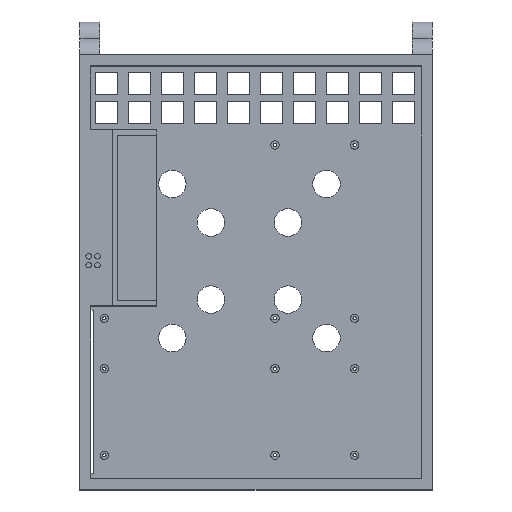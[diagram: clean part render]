
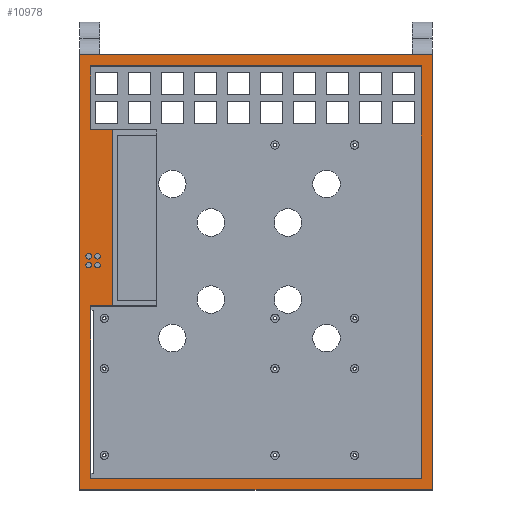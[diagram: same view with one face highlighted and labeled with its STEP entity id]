
A CAD part, top view. The second image highlights one B-rep face of the part: STEP entity #10978.
In plain terms, the highlighted planar face has unit normal (0, 0, 1).
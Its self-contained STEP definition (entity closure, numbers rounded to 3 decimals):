
#101=FACE_BOUND('',#1643,.T.);
#102=FACE_BOUND('',#1644,.T.);
#103=FACE_BOUND('',#1645,.T.);
#104=FACE_BOUND('',#1646,.T.);
#105=FACE_BOUND('',#1647,.T.);
#585=PLANE('',#11682);
#1044=FACE_OUTER_BOUND('',#1642,.T.);
#1642=EDGE_LOOP('',(#8960,#8961,#8962,#8963));
#1643=EDGE_LOOP('',(#8964));
#1644=EDGE_LOOP('',(#8965));
#1645=EDGE_LOOP('',(#8966));
#1646=EDGE_LOOP('',(#8967));
#1647=EDGE_LOOP('',(#8968,#8969,#8970,#8971,#8972,#8973,#8974,#8975));
#2157=LINE('',#15016,#3419);
#2220=LINE('',#15210,#3482);
#2922=LINE('',#16786,#4184);
#2967=LINE('',#16891,#4229);
#2968=LINE('',#16893,#4230);
#2969=LINE('',#16894,#4231);
#2970=LINE('',#16897,#4232);
#2971=LINE('',#16899,#4233);
#2972=LINE('',#16901,#4234);
#2973=LINE('',#16902,#4235);
#2974=LINE('',#16904,#4236);
#2975=LINE('',#16905,#4237);
#3419=VECTOR('',#12159,10.);
#3482=VECTOR('',#12312,10.);
#4184=VECTOR('',#13720,10.);
#4229=VECTOR('',#13783,10.);
#4230=VECTOR('',#13784,10.);
#4231=VECTOR('',#13785,10.);
#4232=VECTOR('',#13786,10.);
#4233=VECTOR('',#13787,10.);
#4234=VECTOR('',#13788,10.);
#4235=VECTOR('',#13789,10.);
#4236=VECTOR('',#13790,10.);
#4237=VECTOR('',#13791,10.);
#4649=CIRCLE('',#11226,2.5);
#4651=CIRCLE('',#11229,2.5);
#4653=CIRCLE('',#11232,2.5);
#4655=CIRCLE('',#11235,2.5);
#4917=VERTEX_POINT('',#14885);
#4919=VERTEX_POINT('',#14891);
#4921=VERTEX_POINT('',#14897);
#4923=VERTEX_POINT('',#14903);
#4964=VERTEX_POINT('',#15013);
#4965=VERTEX_POINT('',#15015);
#5051=VERTEX_POINT('',#15209);
#5565=VERTEX_POINT('',#16783);
#5566=VERTEX_POINT('',#16785);
#5617=VERTEX_POINT('',#16890);
#5618=VERTEX_POINT('',#16892);
#5619=VERTEX_POINT('',#16895);
#5620=VERTEX_POINT('',#16896);
#5621=VERTEX_POINT('',#16898);
#5622=VERTEX_POINT('',#16900);
#5623=VERTEX_POINT('',#16903);
#5937=EDGE_CURVE('',#4917,#4917,#4649,.T.);
#5940=EDGE_CURVE('',#4919,#4919,#4651,.T.);
#5943=EDGE_CURVE('',#4921,#4921,#4653,.T.);
#5946=EDGE_CURVE('',#4923,#4923,#4655,.T.);
#6003=EDGE_CURVE('',#4965,#4964,#2157,.T.);
#6102=EDGE_CURVE('',#5051,#4965,#2220,.T.);
#6888=EDGE_CURVE('',#5566,#5565,#2922,.T.);
#6941=EDGE_CURVE('',#5565,#5617,#2967,.T.);
#6942=EDGE_CURVE('',#5617,#5618,#2968,.T.);
#6943=EDGE_CURVE('',#5618,#5566,#2969,.T.);
#6944=EDGE_CURVE('',#5619,#5620,#2970,.T.);
#6945=EDGE_CURVE('',#5621,#5619,#2971,.T.);
#6946=EDGE_CURVE('',#5621,#5622,#2972,.T.);
#6947=EDGE_CURVE('',#5622,#5051,#2973,.T.);
#6948=EDGE_CURVE('',#4964,#5623,#2974,.T.);
#6949=EDGE_CURVE('',#5623,#5620,#2975,.T.);
#8960=ORIENTED_EDGE('',*,*,#6941,.T.);
#8961=ORIENTED_EDGE('',*,*,#6942,.T.);
#8962=ORIENTED_EDGE('',*,*,#6943,.T.);
#8963=ORIENTED_EDGE('',*,*,#6888,.T.);
#8964=ORIENTED_EDGE('',*,*,#5937,.T.);
#8965=ORIENTED_EDGE('',*,*,#5940,.T.);
#8966=ORIENTED_EDGE('',*,*,#5943,.T.);
#8967=ORIENTED_EDGE('',*,*,#5946,.T.);
#8968=ORIENTED_EDGE('',*,*,#6944,.F.);
#8969=ORIENTED_EDGE('',*,*,#6945,.F.);
#8970=ORIENTED_EDGE('',*,*,#6946,.T.);
#8971=ORIENTED_EDGE('',*,*,#6947,.T.);
#8972=ORIENTED_EDGE('',*,*,#6102,.T.);
#8973=ORIENTED_EDGE('',*,*,#6003,.T.);
#8974=ORIENTED_EDGE('',*,*,#6948,.T.);
#8975=ORIENTED_EDGE('',*,*,#6949,.T.);
#10978=ADVANCED_FACE('',(#1044,#101,#102,#103,#104,#105),#585,.T.);
#11226=AXIS2_PLACEMENT_3D('',#14886,#12027,#12028);
#11229=AXIS2_PLACEMENT_3D('',#14892,#12034,#12035);
#11232=AXIS2_PLACEMENT_3D('',#14898,#12041,#12042);
#11235=AXIS2_PLACEMENT_3D('',#14904,#12048,#12049);
#11682=AXIS2_PLACEMENT_3D('',#16889,#13781,#13782);
#12027=DIRECTION('center_axis',(0.,0.,-1.));
#12028=DIRECTION('ref_axis',(1.,0.,0.));
#12034=DIRECTION('center_axis',(0.,0.,-1.));
#12035=DIRECTION('ref_axis',(1.,0.,0.));
#12041=DIRECTION('center_axis',(0.,0.,-1.));
#12042=DIRECTION('ref_axis',(1.,0.,0.));
#12048=DIRECTION('center_axis',(0.,0.,-1.));
#12049=DIRECTION('ref_axis',(1.,0.,0.));
#12159=DIRECTION('',(-1.,0.,0.));
#12312=DIRECTION('',(0.,-1.,0.));
#13720=DIRECTION('',(-1.,0.,0.));
#13781=DIRECTION('center_axis',(0.,0.,1.));
#13782=DIRECTION('ref_axis',(1.,0.,0.));
#13783=DIRECTION('',(0.,-1.,0.));
#13784=DIRECTION('',(1.,0.,0.));
#13785=DIRECTION('',(0.,1.,0.));
#13786=DIRECTION('',(0.,-1.,0.));
#13787=DIRECTION('',(1.,0.,0.));
#13788=DIRECTION('',(0.,1.,0.));
#13789=DIRECTION('',(1.,0.,0.));
#13790=DIRECTION('',(0.,1.,0.));
#13791=DIRECTION('',(1.,0.,0.));
#14885=CARTESIAN_POINT('',(-8.768,180.49,168.));
#14886=CARTESIAN_POINT('Origin',(-6.268,180.49,168.));
#14891=CARTESIAN_POINT('',(-16.768,180.49,168.));
#14892=CARTESIAN_POINT('Origin',(-14.268,180.49,168.));
#14897=CARTESIAN_POINT('',(-8.768,172.49,168.));
#14898=CARTESIAN_POINT('Origin',(-6.268,172.49,168.));
#14903=CARTESIAN_POINT('',(-16.768,172.49,168.));
#14904=CARTESIAN_POINT('Origin',(-14.268,172.49,168.));
#15013=CARTESIAN_POINT('',(-12.268,-21.51,168.));
#15015=CARTESIAN_POINT('',(287.732,-21.51,168.));
#15016=CARTESIAN_POINT('',(287.732,-21.51,168.));
#15209=CARTESIAN_POINT('',(287.732,353.49,168.));
#15210=CARTESIAN_POINT('',(287.732,353.49,168.));
#16783=CARTESIAN_POINT('',(-22.268,363.49,168.));
#16785=CARTESIAN_POINT('',(297.732,363.49,168.));
#16786=CARTESIAN_POINT('',(297.732,363.49,168.));
#16889=CARTESIAN_POINT('Origin',(137.732,165.99,168.));
#16890=CARTESIAN_POINT('',(-22.268,-31.51,168.));
#16891=CARTESIAN_POINT('',(-22.268,363.49,168.));
#16892=CARTESIAN_POINT('',(297.732,-31.51,168.));
#16893=CARTESIAN_POINT('',(-22.268,-31.51,168.));
#16894=CARTESIAN_POINT('',(297.732,-31.51,168.));
#16895=CARTESIAN_POINT('',(7.732,295.49,168.));
#16896=CARTESIAN_POINT('',(7.732,135.49,168.));
#16897=CARTESIAN_POINT('',(7.732,190.74,168.));
#16898=CARTESIAN_POINT('',(-12.268,295.49,168.));
#16899=CARTESIAN_POINT('',(-22.268,295.49,168.));
#16900=CARTESIAN_POINT('',(-12.268,353.49,168.));
#16901=CARTESIAN_POINT('',(-12.268,-21.51,168.));
#16902=CARTESIAN_POINT('',(-12.268,353.49,168.));
#16903=CARTESIAN_POINT('',(-12.268,135.49,168.));
#16904=CARTESIAN_POINT('',(-12.268,-21.51,168.));
#16905=CARTESIAN_POINT('',(-22.268,135.49,168.));
